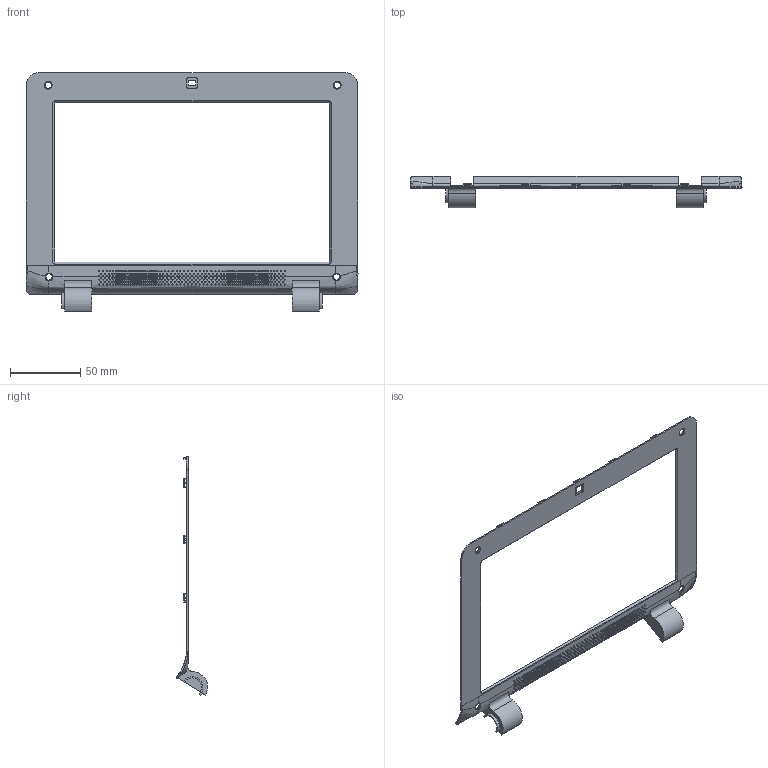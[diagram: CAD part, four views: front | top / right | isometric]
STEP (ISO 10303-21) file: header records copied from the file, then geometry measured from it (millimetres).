
FILE_DESCRIPTION((''),'2;1');
FILE_NAME('B','2010-01-04T',('clifford.yapp'),(''),'PRO/ENGINEER BY PARAMETRIC TECHNOLOGY CORPORATION, 2008090','PRO/ENGINEER BY PARAMETRIC TECHNOLOGY CORPORATION, 2008090','');
FILE_SCHEMA(('CONFIG_CONTROL_DESIGN'));
Products named in the file (1): B
Bounding box: 236.77 x 22.39 x 170.39 mm (x, y, z)
Volume: 19695.2 mm3; surface area: 36761.1 mm2
Topology: 1 solids, 1 shells, 1755 faces, 4545 edges, 2906 vertices
Faces by surface type: cylinder 1005, plane 555, extrusion 165, bspline 26, cone 4
Entity records: 62122 total; most frequent: CARTESIAN_POINT 20288, ORIENTED_EDGE 9090, DIRECTION 7342, EDGE_CURVE 4545, VERTEX_POINT 2906, VECTOR 2460, AXIS2_PLACEMENT_3D 2441, EDGE_LOOP 2393
